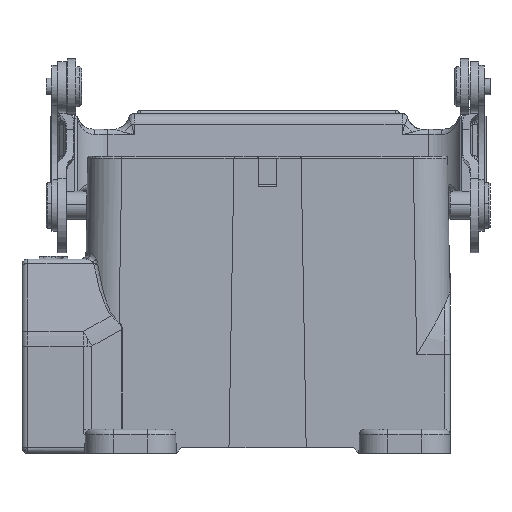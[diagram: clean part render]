
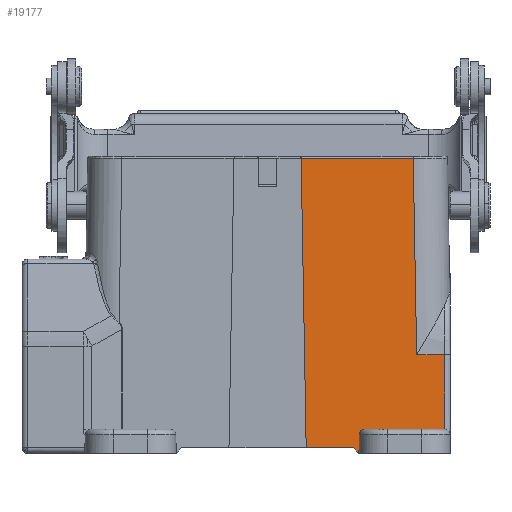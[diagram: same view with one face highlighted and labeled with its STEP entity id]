
A CAD part, left-side view. The second image highlights one B-rep face of the part: STEP entity #19177.
In plain terms, the highlighted planar face has unit normal (-1, 0, 0.018).
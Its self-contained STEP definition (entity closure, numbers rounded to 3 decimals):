
#1949=DIRECTION('',(0.,1.,0.));
#1950=VECTOR('',#1949,4.893);
#1951=CARTESIAN_POINT('',(-32.91,-30.805,
-33.061));
#1952=LINE('',#1951,#1950);
#1953=CARTESIAN_POINT('',(-32.91,-25.912,
-33.061));
#1964=CARTESIAN_POINT('',(-33.139,-30.805,
-46.131));
#1965=CARTESIAN_POINT('',(-33.138,-30.786,
-46.13));
#1966=CARTESIAN_POINT('',(-33.138,-30.767,
-46.129));
#1967=CARTESIAN_POINT('',(-33.138,-30.749,
-46.129));
#1969=DIRECTION('',(0.012,0.707,0.707));
#1970=VECTOR('',#1969,1.414);
#1971=CARTESIAN_POINT('',(-33.212,-15.805,
-50.329));
#1972=LINE('',#1971,#1970);
#1973=DIRECTION('',(0.,1.,0.));
#1974=VECTOR('',#1973,8.239);
#1975=CARTESIAN_POINT('',(-33.194,-14.805,
-49.329));
#1976=LINE('',#1975,#1974);
#1977=DIRECTION('',(-0.017,-0.017,-1.));
#1978=VECTOR('',#1977,34.448);
#1979=CARTESIAN_POINT('',(-32.309,-25.311,
1.376));
#1980=LINE('',#1979,#1978);
#2006=DIRECTION('',(0.017,0.,1.));
#2007=VECTOR('',#2006,13.072);
#2008=CARTESIAN_POINT('',(-33.139,-30.805,
-46.131));
#2009=LINE('',#2008,#2007);
#2293=DIRECTION('',(0.017,-0.017,1.));
#2294=VECTOR('',#2293,3.219);
#2295=CARTESIAN_POINT('',(-33.212,-15.805,
-50.329));
#2296=LINE('',#2295,#2294);
#2444=CARTESIAN_POINT('',(-33.156,-15.861,
-47.112));
#2445=CARTESIAN_POINT('',(-33.153,-15.864,
-46.948));
#2446=CARTESIAN_POINT('',(-33.148,-15.939,
-46.691));
#2447=CARTESIAN_POINT('',(-33.143,-16.146,
-46.402));
#2448=CARTESIAN_POINT('',(-33.14,-16.439,
-46.2));
#2449=CARTESIAN_POINT('',(-33.138,-16.697,
-46.129));
#2450=CARTESIAN_POINT('',(-33.138,-16.861,
-46.129));
#2466=DIRECTION('',(0.,-1.,0.));
#2467=VECTOR('',#2466,13.888);
#2468=CARTESIAN_POINT('',(-33.138,-16.861,
-46.129));
#2469=LINE('',#2468,#2467);
#2532=DIRECTION('',(-0.017,-0.017,-1.));
#2533=VECTOR('',#2532,50.72);
#2534=CARTESIAN_POINT('',(-32.309,-5.681,
1.375));
#2535=LINE('',#2534,#2533);
#2689=DIRECTION('',(0.,1.,0.));
#2690=VECTOR('',#2689,19.63);
#2691=CARTESIAN_POINT('',(-32.309,-25.311,
1.376));
#2692=LINE('',#2691,#2690);
#14626=CARTESIAN_POINT('',(-33.194,-6.566,
-49.329));
#14627=VERTEX_POINT('',#14626);
#14628=CARTESIAN_POINT('',(-33.194,-14.805,
-49.329));
#14629=VERTEX_POINT('',#14628);
#14665=CARTESIAN_POINT('',(-32.91,-30.805,
-33.061));
#14666=VERTEX_POINT('',#14665);
#14667=VERTEX_POINT('',#1953);
#14668=CARTESIAN_POINT('',(-32.309,-25.311,
1.376));
#14669=VERTEX_POINT('',#14668);
#14675=VERTEX_POINT('',#1964);
#14676=VERTEX_POINT('',#1967);
#14677=CARTESIAN_POINT('',(-33.138,-16.861,
-46.129));
#14678=VERTEX_POINT('',#14677);
#14679=VERTEX_POINT('',#2444);
#14680=CARTESIAN_POINT('',(-33.212,-15.805,
-50.329));
#14681=VERTEX_POINT('',#14680);
#14682=CARTESIAN_POINT('',(-32.309,-5.681,
1.375));
#14683=VERTEX_POINT('',#14682);
#19151=CARTESIAN_POINT('',(-32.761,-18.243,
-24.477));
#19152=DIRECTION('',(1.,0.,-0.017));
#19153=DIRECTION('',(0.017,0.,1.));
#19154=AXIS2_PLACEMENT_3D('',#19151,#19152,#19153);
#19155=PLANE('',#19154);
#19157=ORIENTED_EDGE('',*,*,#19156,.T.);
#19159=ORIENTED_EDGE('',*,*,#19158,.F.);
#19161=ORIENTED_EDGE('',*,*,#19160,.F.);
#19163=ORIENTED_EDGE('',*,*,#19162,.F.);
#19165=ORIENTED_EDGE('',*,*,#19164,.T.);
#19166=ORIENTED_EDGE('',*,*,#19016,.T.);
#19168=ORIENTED_EDGE('',*,*,#19167,.F.);
#19170=ORIENTED_EDGE('',*,*,#19169,.F.);
#19171=ORIENTED_EDGE('',*,*,#19124,.T.);
#19172=ORIENTED_EDGE('',*,*,#19144,.F.);
#19174=ORIENTED_EDGE('',*,*,#19173,.F.);
#19175=EDGE_LOOP('',(#19157,#19159,#19161,#19163,#19165,#19166,#19168,#19170,
#19171,#19172,#19174));
#19176=FACE_OUTER_BOUND('',#19175,.F.);
#19177=ADVANCED_FACE('',(#19176),#19155,.F.);
#1968=B_SPLINE_CURVE_WITH_KNOTS('',3,(#1964,#1965,#1966,#1967),.UNSPECIFIED.,
.F.,.F.,(4,4),(0.,1.),.UNSPECIFIED.);
#2451=B_SPLINE_CURVE_WITH_KNOTS('',3,(#2444,#2445,#2446,#2447,#2448,#2449,
#2450),.UNSPECIFIED.,.F.,.F.,(4,1,1,1,4),(0.,0.25,0.5,0.75,1.),
.UNSPECIFIED.);
#19016=EDGE_CURVE('',#14629,#14627,#1976,.T.);
#19124=EDGE_CURVE('',#14669,#14667,#1980,.T.);
#19144=EDGE_CURVE('',#14666,#14667,#1952,.T.);
#19156=EDGE_CURVE('',#14675,#14676,#1968,.T.);
#19158=EDGE_CURVE('',#14678,#14676,#2469,.T.);
#19160=EDGE_CURVE('',#14679,#14678,#2451,.T.);
#19162=EDGE_CURVE('',#14681,#14679,#2296,.T.);
#19164=EDGE_CURVE('',#14681,#14629,#1972,.T.);
#19167=EDGE_CURVE('',#14683,#14627,#2535,.T.);
#19169=EDGE_CURVE('',#14669,#14683,#2692,.T.);
#19173=EDGE_CURVE('',#14675,#14666,#2009,.T.);
